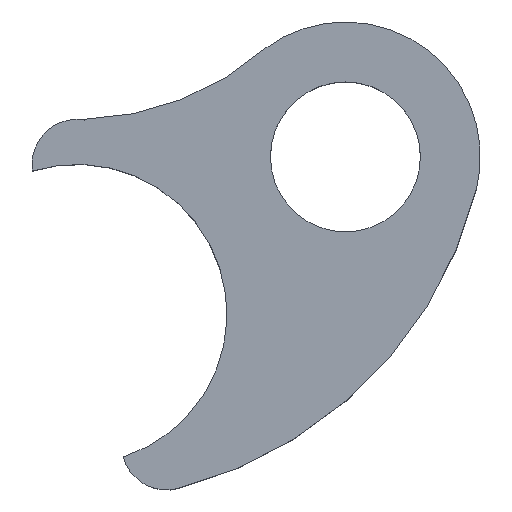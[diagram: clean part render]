
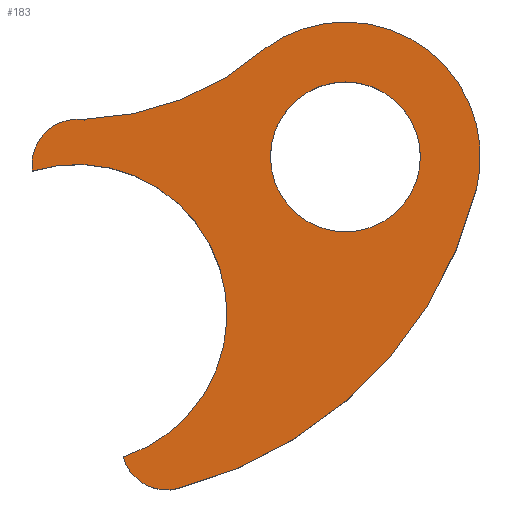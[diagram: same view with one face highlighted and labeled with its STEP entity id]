
A CAD part, top view. The second image highlights one B-rep face of the part: STEP entity #183.
In plain terms, the highlighted planar face has unit normal (0, 0, 1).
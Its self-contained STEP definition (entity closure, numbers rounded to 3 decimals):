
#19=FACE_BOUND('',#43,.T.);
#22=PLANE('',#222);
#32=FACE_OUTER_BOUND('',#42,.T.);
#42=EDGE_LOOP('',(#152,#153,#154,#155,#156,#157,#158));
#43=EDGE_LOOP('',(#159));
#51=LINE('',#316,#61);
#61=VECTOR('',#254,10.);
#66=CIRCLE('',#201,10.);
#69=CIRCLE('',#205,20.);
#71=CIRCLE('',#208,6.);
#73=CIRCLE('',#212,38.);
#75=CIRCLE('',#215,18.);
#77=CIRCLE('',#218,54.917);
#79=CIRCLE('',#221,6.);
#80=VERTEX_POINT('',#292);
#84=VERTEX_POINT('',#301);
#85=VERTEX_POINT('',#303);
#87=VERTEX_POINT('',#309);
#89=VERTEX_POINT('',#315);
#91=VERTEX_POINT('',#321);
#93=VERTEX_POINT('',#327);
#95=VERTEX_POINT('',#333);
#96=EDGE_CURVE('',#80,#80,#66,.T.);
#101=EDGE_CURVE('',#85,#84,#69,.T.);
#104=EDGE_CURVE('',#87,#85,#71,.T.);
#107=EDGE_CURVE('',#89,#87,#51,.T.);
#110=EDGE_CURVE('',#91,#89,#73,.T.);
#113=EDGE_CURVE('',#93,#91,#75,.T.);
#116=EDGE_CURVE('',#95,#93,#77,.T.);
#119=EDGE_CURVE('',#84,#95,#79,.T.);
#152=ORIENTED_EDGE('',*,*,#119,.T.);
#153=ORIENTED_EDGE('',*,*,#116,.T.);
#154=ORIENTED_EDGE('',*,*,#113,.T.);
#155=ORIENTED_EDGE('',*,*,#110,.T.);
#156=ORIENTED_EDGE('',*,*,#107,.T.);
#157=ORIENTED_EDGE('',*,*,#104,.T.);
#158=ORIENTED_EDGE('',*,*,#101,.T.);
#159=ORIENTED_EDGE('',*,*,#96,.T.);
#183=ADVANCED_FACE('',(#32,#19),#22,.T.);
#201=AXIS2_PLACEMENT_3D('',#293,#231,#232);
#205=AXIS2_PLACEMENT_3D('',#304,#241,#242);
#208=AXIS2_PLACEMENT_3D('',#310,#248,#249);
#212=AXIS2_PLACEMENT_3D('',#322,#260,#261);
#215=AXIS2_PLACEMENT_3D('',#328,#267,#268);
#218=AXIS2_PLACEMENT_3D('',#334,#274,#275);
#221=AXIS2_PLACEMENT_3D('',#338,#281,#282);
#222=AXIS2_PLACEMENT_3D('',#339,#283,#284);
#231=DIRECTION('center_axis',(0.,0.,-1.));
#232=DIRECTION('ref_axis',(1.,0.,0.));
#241=DIRECTION('center_axis',(0.,0.,-1.));
#242=DIRECTION('ref_axis',(0.309,-0.951,0.));
#248=DIRECTION('center_axis',(0.,0.,1.));
#249=DIRECTION('ref_axis',(0.172,0.985,0.));
#254=DIRECTION('',(0.244,-0.97,0.));
#260=DIRECTION('center_axis',(0.,0.,-1.));
#261=DIRECTION('ref_axis',(0.,-1.,0.));
#267=DIRECTION('center_axis',(0.,0.,1.));
#268=DIRECTION('ref_axis',(0.97,-0.244,0.));
#274=DIRECTION('center_axis',(0.,0.,1.));
#275=DIRECTION('ref_axis',(0.244,-0.97,0.));
#281=DIRECTION('center_axis',(0.,0.,1.));
#282=DIRECTION('ref_axis',(-0.964,-0.265,0.));
#283=DIRECTION('center_axis',(0.,0.,1.));
#284=DIRECTION('ref_axis',(1.,0.,0.));
#292=CARTESIAN_POINT('',(25.801,20.99,10.));
#293=CARTESIAN_POINT('Origin',(35.801,20.99,10.));
#301=CARTESIAN_POINT('',(6.172,-19.024,10.));
#303=CARTESIAN_POINT('',(-5.932,19.1,10.));
#304=CARTESIAN_POINT('Origin',(0.,0.,10.));
#309=CARTESIAN_POINT('',(1.031,25.911,10.));
#310=CARTESIAN_POINT('Origin',(0.,20.,10.));
#315=CARTESIAN_POINT('',(1.005,26.013,10.));
#316=CARTESIAN_POINT('',(1.005,26.013,10.));
#321=CARTESIAN_POINT('',(25.059,35.433,10.));
#322=CARTESIAN_POINT('Origin',(0.,64.,10.));
#327=CARTESIAN_POINT('',(53.256,16.597,10.));
#328=CARTESIAN_POINT('Origin',(35.801,20.99,10.));
#333=CARTESIAN_POINT('',(13.424,-23.251,10.));
#334=CARTESIAN_POINT('Origin',(0.,30.,10.));
#338=CARTESIAN_POINT('Origin',(11.957,-17.433,10.));
#339=CARTESIAN_POINT('Origin',(23.9,7.778,10.));
